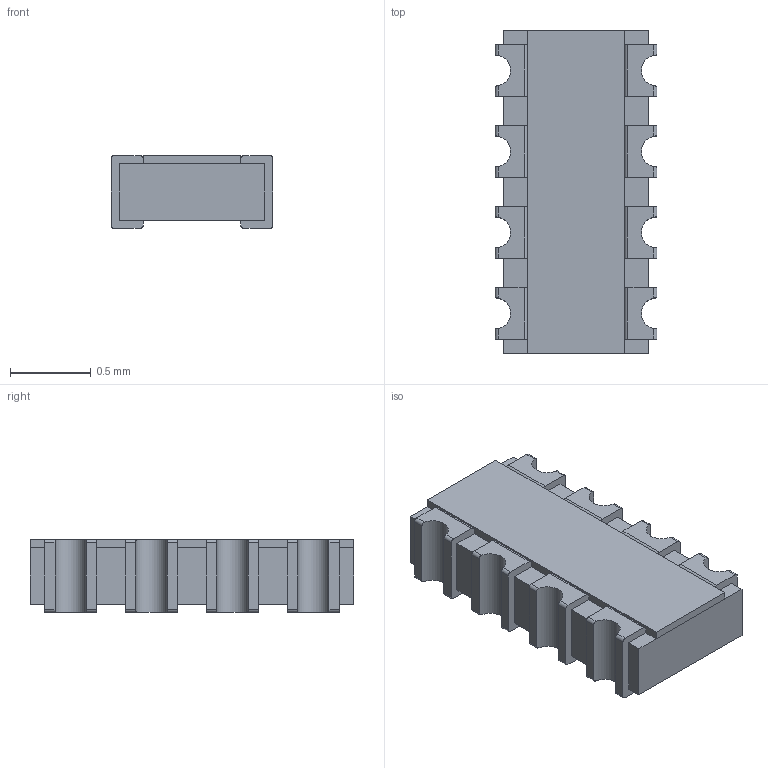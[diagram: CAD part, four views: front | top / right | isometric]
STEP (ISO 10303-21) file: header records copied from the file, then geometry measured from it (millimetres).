
FILE_DESCRIPTION(/* description */ ('model of R_Array_Concave_4x0402'),/* implementation_level */ '2;1');
FILE_NAME(/* name */ 'R_Array_Concave_4x0402.step',/* time_stamp */ '2017-04-29T18:41:06',/* author */ ('kicad StepUp','ksu'),/* organization */ ('FreeCAD'),/* preprocessor_version */ 'OCC',/* originating_system */ 'kicad StepUp',/* authorisation */ '');
FILE_SCHEMA(('AUTOMOTIVE_DESIGN_CC2 { 1 2 10303 214 -1 1 5 4 }'));
Length unit declared in the file: millimetre
Products named in the file (1): R_Array_Concave_4x0402
Bounding box: 1 x 2 x 0.45 mm (x, y, z)
Volume: 0.7 mm3; surface area: 7.2 mm2
Topology: 1 solids, 1 shells, 140 faces, 426 edges, 288 vertices
Faces by surface type: plane 84, cylinder 56
Entity records: 3658 total; most frequent: CARTESIAN_POINT 1017, ORIENTED_EDGE 648, EDGE_CURVE 426, VERTEX_POINT 288, LINE 256, AXIS2_PLACEMENT_3D 180, ADVANCED_FACE 140, FACE_BOUND 140
